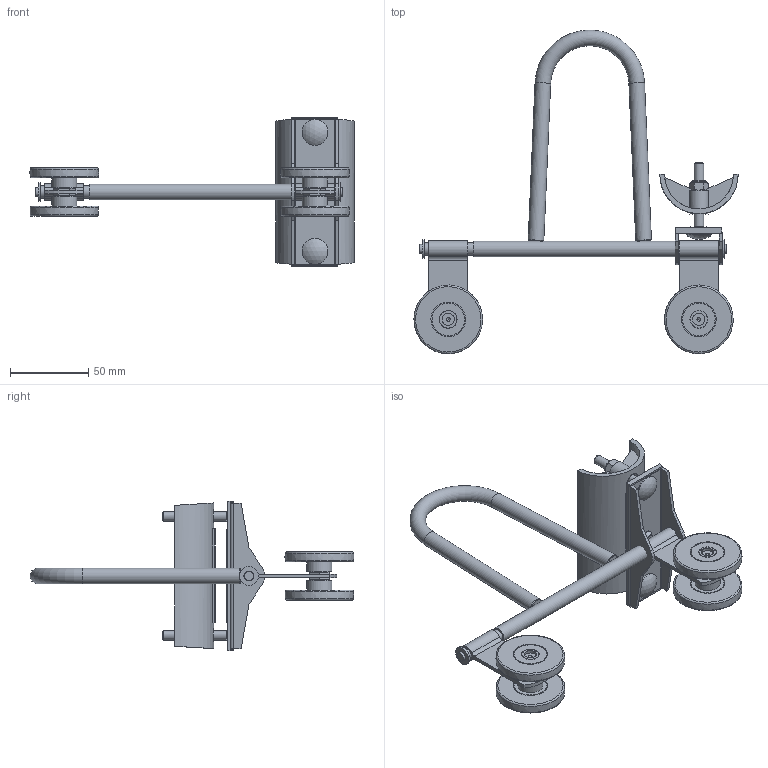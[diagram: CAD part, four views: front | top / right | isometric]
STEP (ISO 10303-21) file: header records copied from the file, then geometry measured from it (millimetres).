
FILE_DESCRIPTION((''),'2;1');
FILE_NAME('2453P.stp','2013-11-07T10:39:43',('DOMINIQUE'),(''),'Autodesk Inventor 2013','Autodesk Inventor 2013','');
FILE_SCHEMA(('AUTOMOTIVE_DESIGN { 1 0 10303 214 1 1 1 1 }'));
Length unit declared in the file: millimetre
Products named in the file (13): 2453P; 15735; 17242; 15292; 15355; 15214 serti; 18477; 15398; 15344; 15344Bis; 15322; 04514; 06021
Assembly tree (20 placements, depth 3):
  2453P
    15735  x2
    17242
      15292
      15355
    15214 serti  x2
    18477  x4
    15398  x2
    15344
    15344Bis
    15322
    04514  x2
    06021  x2
Bounding box: 207.12 x 206.76 x 95.5 mm (x, y, z)
Volume: 132829.9 mm3; surface area: 83617 mm2
Topology: 19 solids, 19 shells, 377 faces, 815 edges, 511 vertices
Faces by surface type: plane 233, cylinder 94, torus 23, cone 21, bspline 4, sphere 2
Full cylindrical faces by diameter (mm): 2.35 x4, 4.917 x2, 5.8 x2, 6 x3, 6.2 x1, 6.4 x2, 6.5 x2, 7.8 x4, 7.9 x2, 8 x1, 8.1 x2, 9 x2, 9.182 x2, 9.9 x4, 10 x3, 10.05 x4, 11.3 x4, 12 x2, 16 x4, 16.55 x2, 20.83 x8, 22.17 x8
Entity records: 7420 total; most frequent: CARTESIAN_POINT 1548, DIRECTION 1183, ORIENTED_EDGE 994, EDGE_CURVE 497, AXIS2_PLACEMENT_3D 426, EDGE_LOOP 353, VERTEX_POINT 344, VECTOR 331
